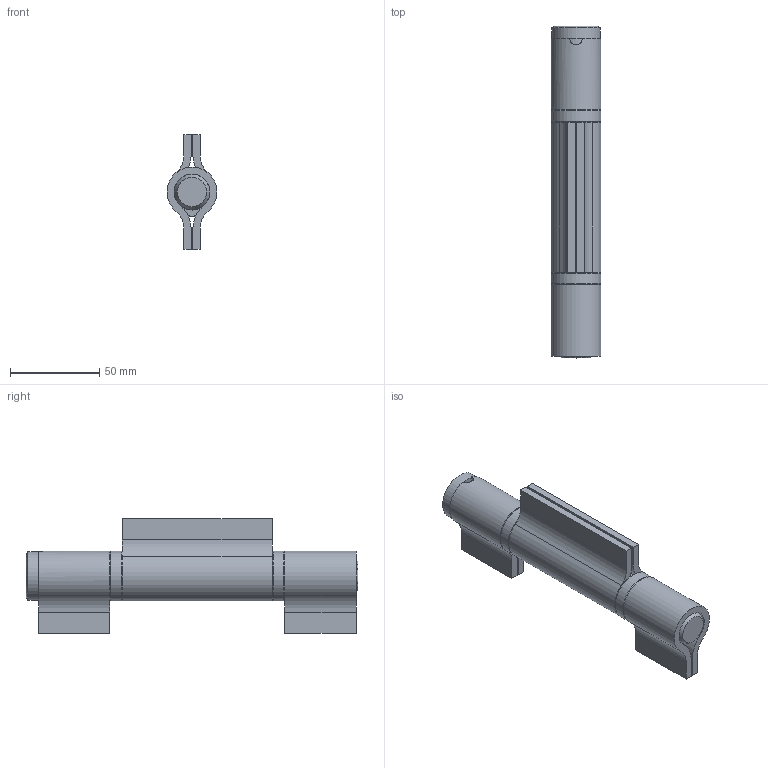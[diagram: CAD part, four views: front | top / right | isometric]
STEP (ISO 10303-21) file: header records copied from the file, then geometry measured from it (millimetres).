
FILE_DESCRIPTION(/* description */ ('470-180 - CERNIERA'),/* implementation_level */ '2;1');
FILE_NAME(/* name */ '11612518.stp',/* time_stamp */ '2023-11-30T14:37:01+01:00',/* author */ ('gcocco'),/* organization */ (''),/* preprocessor_version */ 'ST-DEVELOPER v19.2',/* originating_system */ 'Autodesk Inventor 2023',/* authorisation */ '');
FILE_SCHEMA (('AUTOMOTIVE_DESIGN { 1 0 10303 214 3 1 1 }'));
Length unit declared in the file: millimetre
Products named in the file (6): 11612518; 21000812  001; 23000111  001; 28303601; 28303602; 28303603
Assembly tree (6 placements, depth 2):
  11612518
    21000812  001
    23000111  001  x2
    28303601
    28303602
    28303603
Bounding box: 28 x 186 x 64.3 mm (x, y, z)
Volume: 133552.6 mm3; surface area: 55111.7 mm2
Topology: 6 solids, 6 shells, 63 faces, 148 edges, 98 vertices
Faces by surface type: plane 32, cylinder 25, cone 6
Full cylindrical faces by diameter (mm): 19.8 x1, 20.2 x2, 27 x1, 28 x2
Entity records: 1938 total; most frequent: CARTESIAN_POINT 329, DIRECTION 324, ORIENTED_EDGE 272, EDGE_CURVE 136, AXIS2_PLACEMENT_3D 121, VERTEX_POINT 90, LINE 82, VECTOR 82
